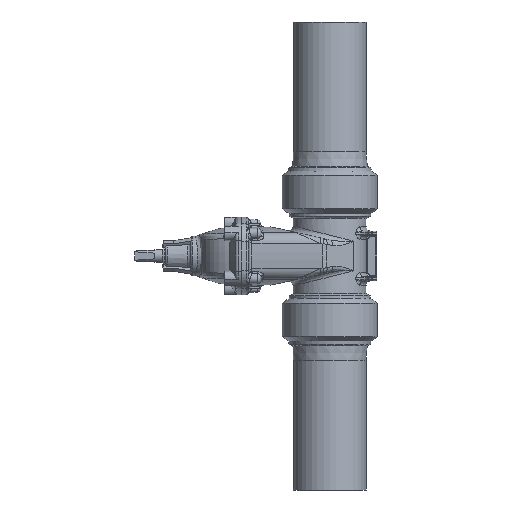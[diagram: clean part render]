
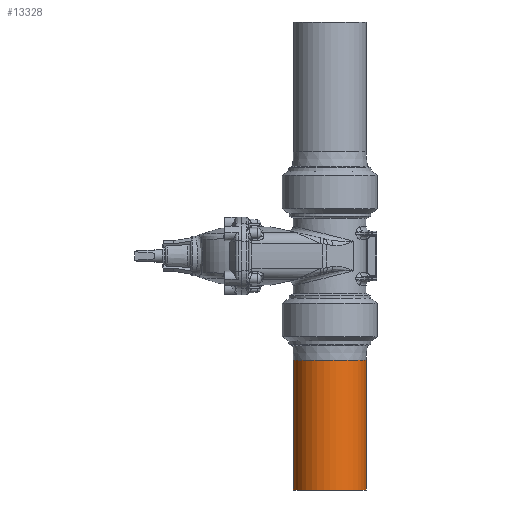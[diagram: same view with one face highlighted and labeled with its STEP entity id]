
A CAD part, left-side view. The second image highlights one B-rep face of the part: STEP entity #13328.
In plain terms, the highlighted cylindrical face has radius 70 mm (diameter 140 mm), a full revolution.
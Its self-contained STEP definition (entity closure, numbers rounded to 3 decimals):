
#2195 = AXIS2_PLACEMENT_3D ( 'NONE', #16897, #16900, #16859 ) ;
#6589 = EDGE_CURVE ( 'NONE', #18380, #18380, #15998, .T. ) ;
#6601 = EDGE_CURVE ( 'NONE', #18391, #18391, #16025, .T. ) ;
#8477 = CARTESIAN_POINT ( 'NONE',  ( 70., 0., -200.5 ) ) ;
#8482 = CARTESIAN_POINT ( 'NONE',  ( 70., 0., -450.5 ) ) ;
#12189 = EDGE_LOOP ( 'NONE', ( #17028 ) ) ;
#12192 = EDGE_LOOP ( 'NONE', ( #17457 ) ) ;
#13328 = ADVANCED_FACE ( 'NONE', ( #17607, #17597 ), #17613, .T. ) ;
#14111 = AXIS2_PLACEMENT_3D ( 'NONE', #14560, #14561, #14562 ) ;
#14123 = AXIS2_PLACEMENT_3D ( 'NONE', #14596, #14597, #14598 ) ;
#14560 = CARTESIAN_POINT ( 'NONE',  ( 0., 0., -200.5 ) ) ;
#14561 = DIRECTION ( 'NONE',  ( 0., 0., 1. ) ) ;
#14562 = DIRECTION ( 'NONE',  ( 1., 0., 0. ) ) ;
#14596 = CARTESIAN_POINT ( 'NONE',  ( 0., 0., -450.5 ) ) ;
#14597 = DIRECTION ( 'NONE',  ( 0., 0., 1. ) ) ;
#14598 = DIRECTION ( 'NONE',  ( 1., 0., 0. ) ) ;
#15998 = CIRCLE ( 'NONE', #14111, 70. ) ;
#16025 = CIRCLE ( 'NONE', #14123, 70. ) ;
#16859 = DIRECTION ( 'NONE',  ( 1., 0., 0. ) ) ;
#16897 = CARTESIAN_POINT ( 'NONE',  ( 0., 0., -34.75 ) ) ;
#16900 = DIRECTION ( 'NONE',  ( 0., 0., 1. ) ) ;
#17028 = ORIENTED_EDGE ( 'NONE', *, *, #6601, .T. ) ;
#17457 = ORIENTED_EDGE ( 'NONE', *, *, #6589, .F. ) ;
#17597 = FACE_OUTER_BOUND ( 'NONE', #12189, .T. ) ;
#17607 = FACE_OUTER_BOUND ( 'NONE', #12192, .T. ) ;
#17613 = CYLINDRICAL_SURFACE ( 'NONE', #2195, 70. ) ;
#18380 = VERTEX_POINT ( 'NONE', #8477 ) ;
#18391 = VERTEX_POINT ( 'NONE', #8482 ) ;
